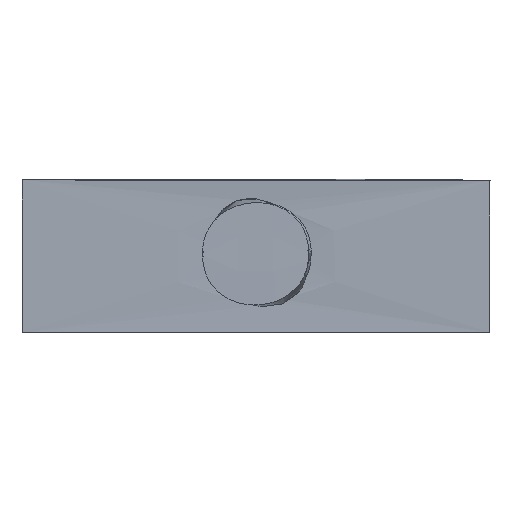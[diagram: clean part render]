
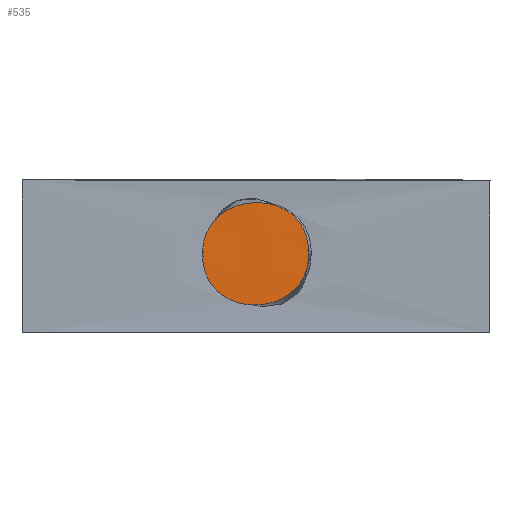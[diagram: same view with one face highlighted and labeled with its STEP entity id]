
A CAD part, front view. The second image highlights one B-rep face of the part: STEP entity #535.
In plain terms, the highlighted free-form (B-spline) face has degree [3, 3] with [4, 4] control points.
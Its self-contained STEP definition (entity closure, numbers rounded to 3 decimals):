
#464 = B_SPLINE_SURFACE_WITH_KNOTS('',3,3,(
    (#465,#466,#467,#468)
    ,(#469,#470,#471,#472)
    ,(#473,#474,#475,#476)
    ,(#477,#478,#479,#480
    )),.UNSPECIFIED.,.F.,.F.,.F.,(4,4),(4,4),(0.,1.),(0.,1.),
  .PIECEWISE_BEZIER_KNOTS.);
#465 = CARTESIAN_POINT('',(0.07,0.958,
    -0.005));
#466 = CARTESIAN_POINT('',(0.066,0.281,
    -0.004));
#467 = CARTESIAN_POINT('',(0.077,-0.38,
    0.007));
#468 = CARTESIAN_POINT('',(0.068,-1.049,
    0.001));
#469 = CARTESIAN_POINT('',(0.069,0.957,
    0.091));
#470 = CARTESIAN_POINT('',(0.085,0.303,
    0.097));
#471 = CARTESIAN_POINT('',(0.057,-0.385,
    0.102));
#472 = CARTESIAN_POINT('',(0.066,-1.044,
    0.103));
#473 = CARTESIAN_POINT('',(-0.073,0.963,
    0.118));
#474 = CARTESIAN_POINT('',(-0.086,0.288,
    0.118));
#475 = CARTESIAN_POINT('',(-0.07,-0.372,
    0.118));
#476 = CARTESIAN_POINT('',(-0.077,-1.045,
    0.121));
#477 = CARTESIAN_POINT('',(-0.065,0.957,
    0.001));
#478 = CARTESIAN_POINT('',(-0.074,0.29,
    0.003));
#479 = CARTESIAN_POINT('',(-0.07,-0.376,
    0.015));
#480 = CARTESIAN_POINT('',(-0.068,-1.045,
    0.006));
#508 = B_SPLINE_SURFACE_WITH_KNOTS('',3,3,(
    (#509,#510,#511,#512)
    ,(#513,#514,#515,#516)
    ,(#517,#518,#519,#520)
    ,(#521,#522,#523,#524
    )),.UNSPECIFIED.,.F.,.F.,.F.,(4,4),(4,4),(0.,1.),(0.,1.),
  .PIECEWISE_BEZIER_KNOTS.);
#509 = CARTESIAN_POINT('',(-0.086,0.959,
    0.015));
#510 = CARTESIAN_POINT('',(-0.073,0.297,
    0.009));
#511 = CARTESIAN_POINT('',(-0.085,-0.374,
    0.009));
#512 = CARTESIAN_POINT('',(-0.071,-1.042,
    0.011));
#513 = CARTESIAN_POINT('',(-0.083,0.963,
    -0.085));
#514 = CARTESIAN_POINT('',(-0.091,0.276,
    -0.098));
#515 = CARTESIAN_POINT('',(-0.075,-0.376,
    -0.081));
#516 = CARTESIAN_POINT('',(-0.072,-1.056,
    -0.09));
#517 = CARTESIAN_POINT('',(0.072,0.961,
    -0.111));
#518 = CARTESIAN_POINT('',(0.079,0.307,
    -0.098));
#519 = CARTESIAN_POINT('',(0.075,-0.389,
    -0.107));
#520 = CARTESIAN_POINT('',(0.08,-1.048,
    -0.114));
#521 = CARTESIAN_POINT('',(0.066,0.963,
    0.006));
#522 = CARTESIAN_POINT('',(0.077,0.289,
    -0.005));
#523 = CARTESIAN_POINT('',(0.073,-0.374,
    0.004));
#524 = CARTESIAN_POINT('',(0.08,-1.046,
    0.004));
#535 = ADVANCED_FACE('',(#536),#551,.T.);
#536 = FACE_BOUND('',#537,.T.);
#537 = EDGE_LOOP('',(#538,#602));
#538 = ORIENTED_EDGE('',*,*,#539,.T.);
#539 = EDGE_CURVE('',#540,#542,#544,.T.);
#540 = VERTEX_POINT('',#541);
#541 = CARTESIAN_POINT('',(0.075,-1.,
    0.005));
#542 = VERTEX_POINT('',#543);
#543 = CARTESIAN_POINT('',(-0.081,-1.001,
    0.002));
#544 = SURFACE_CURVE('',#545,(#550,#596),.PCURVE_S1.);
#545 = B_SPLINE_CURVE_WITH_KNOTS('',3,(#546,#547,#548,#549),
  .UNSPECIFIED.,.F.,.F.,(4,4),(0.,1.),.PIECEWISE_BEZIER_KNOTS.);
#546 = CARTESIAN_POINT('',(0.075,-1.,
    0.005));
#547 = CARTESIAN_POINT('',(0.076,-1.001,
    0.106));
#548 = CARTESIAN_POINT('',(-0.082,-1.001,
    0.101));
#549 = CARTESIAN_POINT('',(-0.081,-1.001,
    0.002));
#550 = PCURVE('',#551,#568);
#551 = B_SPLINE_SURFACE_WITH_KNOTS('',3,3,(
    (#552,#553,#554,#555)
    ,(#556,#557,#558,#559)
    ,(#560,#561,#562,#563)
    ,(#564,#565,#566,#567
    )),.UNSPECIFIED.,.F.,.F.,.F.,(4,4),(4,4),(0.,1.),(0.,1.),
  .PIECEWISE_BEZIER_KNOTS.);
#552 = CARTESIAN_POINT('',(-0.081,-1.001,
    -0.078));
#553 = CARTESIAN_POINT('',(-0.081,-1.001,
    -0.024));
#554 = CARTESIAN_POINT('',(-0.081,-1.,
    0.031));
#555 = CARTESIAN_POINT('',(-0.081,-1.001,
    0.085));
#556 = CARTESIAN_POINT('',(-0.027,-1.001,
    -0.078));
#557 = CARTESIAN_POINT('',(-0.026,-1.002,
    -0.023));
#558 = CARTESIAN_POINT('',(-0.026,-1.,
    0.03));
#559 = CARTESIAN_POINT('',(-0.027,-1.001,
    0.085));
#560 = CARTESIAN_POINT('',(0.029,-1.001,
    -0.077));
#561 = CARTESIAN_POINT('',(0.029,-1.001,
    -0.024));
#562 = CARTESIAN_POINT('',(0.029,-1.001,
    0.031));
#563 = CARTESIAN_POINT('',(0.029,-1.001,
    0.084));
#564 = CARTESIAN_POINT('',(0.084,-1.,
    -0.078));
#565 = CARTESIAN_POINT('',(0.083,-1.,
    -0.023));
#566 = CARTESIAN_POINT('',(0.084,-1.,
    0.031));
#567 = CARTESIAN_POINT('',(0.083,-1.,
    0.085));
#568 = DEFINITIONAL_REPRESENTATION('',(#569),#595);
#569 = B_SPLINE_CURVE_WITH_KNOTS('',3,(#570,#571,#572,#573,#574,#575,
    #576,#577,#578,#579,#580,#581,#582,#583,#584,#585,#586,#587,#588,
    #589,#590,#591,#592,#593,#594),.UNSPECIFIED.,.F.,.F.,(4,1,1,1,1,1,1,
    1,1,1,1,1,1,1,1,1,1,1,1,1,1,1,4),(0.,0.045,
    0.091,0.136,0.182,0.227,
    0.273,0.318,0.364,0.409,
    0.455,0.5,0.545,0.591,0.636,
    0.682,0.727,0.773,0.818,
    0.864,0.909,0.955,1.),
  .QUASI_UNIFORM_KNOTS.);
#570 = CARTESIAN_POINT('',(0.95,0.509));
#571 = CARTESIAN_POINT('',(0.95,0.537));
#572 = CARTESIAN_POINT('',(0.946,0.591));
#573 = CARTESIAN_POINT('',(0.93,0.664));
#574 = CARTESIAN_POINT('',(0.903,0.729));
#575 = CARTESIAN_POINT('',(0.868,0.786));
#576 = CARTESIAN_POINT('',(0.826,0.835));
#577 = CARTESIAN_POINT('',(0.777,0.876));
#578 = CARTESIAN_POINT('',(0.723,0.909));
#579 = CARTESIAN_POINT('',(0.664,0.935));
#580 = CARTESIAN_POINT('',(0.603,0.952));
#581 = CARTESIAN_POINT('',(0.539,0.962));
#582 = CARTESIAN_POINT('',(0.474,0.964));
#583 = CARTESIAN_POINT('',(0.409,0.959));
#584 = CARTESIAN_POINT('',(0.345,0.945));
#585 = CARTESIAN_POINT('',(0.283,0.925));
#586 = CARTESIAN_POINT('',(0.225,0.896));
#587 = CARTESIAN_POINT('',(0.17,0.861));
#588 = CARTESIAN_POINT('',(0.122,0.817));
#589 = CARTESIAN_POINT('',(0.08,0.767));
#590 = CARTESIAN_POINT('',(0.045,0.709));
#591 = CARTESIAN_POINT('',(0.02,0.644));
#592 = CARTESIAN_POINT('',(0.004,0.572));
#593 = CARTESIAN_POINT('',(0.001,0.519));
#594 = CARTESIAN_POINT('',(0.002,0.492));
#595 = ( GEOMETRIC_REPRESENTATION_CONTEXT(2) 
PARAMETRIC_REPRESENTATION_CONTEXT() REPRESENTATION_CONTEXT('2D SPACE',''
  ) );
#596 = PCURVE('',#464,#597);
#597 = DEFINITIONAL_REPRESENTATION('',(#598),#601);
#598 = B_SPLINE_CURVE_WITH_KNOTS('',1,(#599,#600),.UNSPECIFIED.,.F.,.F.,
  (2,2),(0.,1.),.PIECEWISE_BEZIER_KNOTS.);
#599 = CARTESIAN_POINT('',(0.01,0.976));
#600 = CARTESIAN_POINT('',(1.008,0.978));
#601 = ( GEOMETRIC_REPRESENTATION_CONTEXT(2) 
PARAMETRIC_REPRESENTATION_CONTEXT() REPRESENTATION_CONTEXT('2D SPACE',''
  ) );
#602 = ORIENTED_EDGE('',*,*,#603,.T.);
#603 = EDGE_CURVE('',#542,#540,#604,.T.);
#604 = SURFACE_CURVE('',#605,(#610,#618),.PCURVE_S1.);
#605 = B_SPLINE_CURVE_WITH_KNOTS('',3,(#606,#607,#608,#609),
  .UNSPECIFIED.,.F.,.F.,(4,4),(0.,1.),.PIECEWISE_BEZIER_KNOTS.);
#606 = CARTESIAN_POINT('',(-0.081,-1.001,
    0.002));
#607 = CARTESIAN_POINT('',(-0.08,-1.,
    -0.099));
#608 = CARTESIAN_POINT('',(0.077,-1.,
    -0.095));
#609 = CARTESIAN_POINT('',(0.075,-1.,
    0.005));
#610 = PCURVE('',#551,#611);
#611 = DEFINITIONAL_REPRESENTATION('',(#612),#617);
#612 = B_SPLINE_CURVE_WITH_KNOTS('',3,(#613,#614,#615,#616),
  .UNSPECIFIED.,.F.,.F.,(4,4),(0.,1.),.PIECEWISE_BEZIER_KNOTS.);
#613 = CARTESIAN_POINT('',(0.002,0.492));
#614 = CARTESIAN_POINT('',(0.009,-0.127));
#615 = CARTESIAN_POINT('',(0.961,-0.105));
#616 = CARTESIAN_POINT('',(0.95,0.509));
#617 = ( GEOMETRIC_REPRESENTATION_CONTEXT(2) 
PARAMETRIC_REPRESENTATION_CONTEXT() REPRESENTATION_CONTEXT('2D SPACE',''
  ) );
#618 = PCURVE('',#508,#619);
#619 = DEFINITIONAL_REPRESENTATION('',(#620),#627);
#620 = B_SPLINE_CURVE_WITH_KNOTS('',5,(#621,#622,#623,#624,#625,#626),
  .UNSPECIFIED.,.F.,.F.,(6,6),(0.,1.),.PIECEWISE_BEZIER_KNOTS.);
#621 = CARTESIAN_POINT('',(0.027,0.979));
#622 = CARTESIAN_POINT('',(0.236,0.975));
#623 = CARTESIAN_POINT('',(0.277,0.976));
#624 = CARTESIAN_POINT('',(0.609,0.974));
#625 = CARTESIAN_POINT('',(0.835,0.977));
#626 = CARTESIAN_POINT('',(1.004,0.977));
#627 = ( GEOMETRIC_REPRESENTATION_CONTEXT(2) 
PARAMETRIC_REPRESENTATION_CONTEXT() REPRESENTATION_CONTEXT('2D SPACE',''
  ) );
